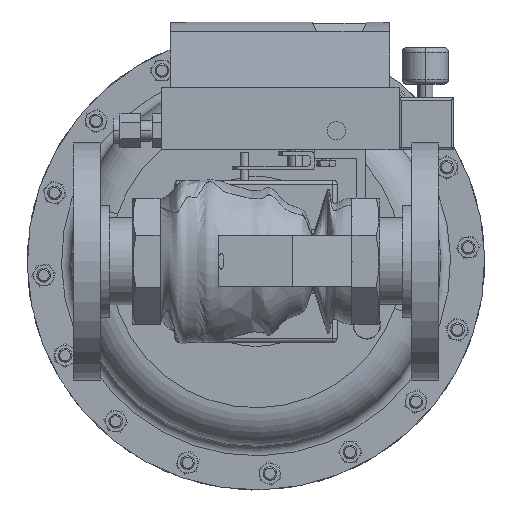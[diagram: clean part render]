
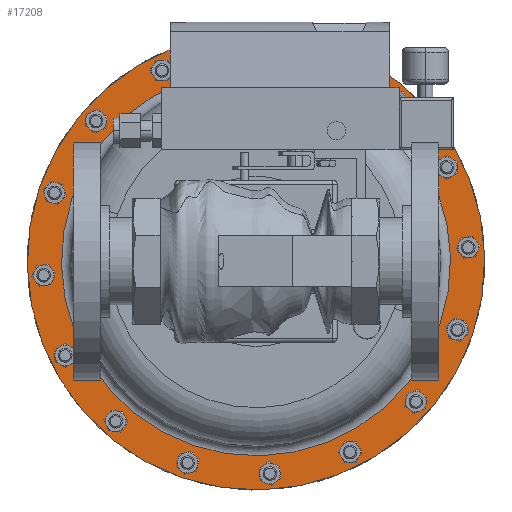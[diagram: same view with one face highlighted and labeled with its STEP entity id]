
A CAD part, front view. The second image highlights one B-rep face of the part: STEP entity #17208.
In plain terms, the highlighted planar face has unit normal (0, -1, 0).
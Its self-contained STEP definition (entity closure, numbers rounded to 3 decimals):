
#13 = AXIS2_PLACEMENT_3D ( 'NONE', #50966, #26038, #1288 ) ;
#1288 = DIRECTION ( 'NONE',  ( 0.947, 0., -0.321 ) ) ;
#8121 = VERTEX_POINT ( 'NONE', #40328 ) ;
#9101 = DIRECTION ( 'NONE',  ( 0., 1., 0. ) ) ;
#10447 = CARTESIAN_POINT ( 'NONE',  ( 5.918, 10.485, -2.009 ) ) ;
#15449 = CARTESIAN_POINT ( 'NONE',  ( 0., 10.485, 0. ) ) ;
#15862 = CIRCLE ( 'NONE', #31461, 6.25 ) ;
#16217 = EDGE_CURVE ( 'NONE', #28039, #8121, #28567, .T. ) ;
#17208 = ADVANCED_FACE ( 'NONE', ( #34366, #44172 ), #43174, .T. ) ;
#17623 = CARTESIAN_POINT ( 'NONE',  ( 5.033, 10.485, -1.708 ) ) ;
#17705 = ORIENTED_EDGE ( 'NONE', *, *, #16217, .F. ) ;
#18496 = DIRECTION ( 'NONE',  ( 0., -1., 0. ) ) ;
#19640 = DIRECTION ( 'NONE',  ( 0.947, 0., -0.321 ) ) ;
#22040 = AXIS2_PLACEMENT_3D ( 'NONE', #33852, #9101, #38050 ) ;
#22696 = ORIENTED_EDGE ( 'NONE', *, *, #41190, .F. ) ;
#22851 = DIRECTION ( 'NONE',  ( 0., 1., 0. ) ) ;
#24267 = CIRCLE ( 'NONE', #22040, 5.315 ) ;
#25141 = AXIS2_PLACEMENT_3D ( 'NONE', #15449, #44519, #19640 ) ;
#26038 = DIRECTION ( 'NONE',  ( 0., 1., 0. ) ) ;
#26670 = EDGE_CURVE ( 'NONE', #40902, #37218, #37237, .T. ) ;
#27573 = ORIENTED_EDGE ( 'NONE', *, *, #26670, .T. ) ;
#28039 = VERTEX_POINT ( 'NONE', #10447 ) ;
#28567 = CIRCLE ( 'NONE', #13, 6.25 ) ;
#31193 = AXIS2_PLACEMENT_3D ( 'NONE', #34931, #18496, #47538 ) ;
#31461 = AXIS2_PLACEMENT_3D ( 'NONE', #47734, #22851, #51924 ) ;
#33704 = ORIENTED_EDGE ( 'NONE', *, *, #50908, .T. ) ;
#33852 = CARTESIAN_POINT ( 'NONE',  ( 0., 10.485, 0. ) ) ;
#34366 = FACE_BOUND ( 'NONE', #36340, .T. ) ;
#34931 = CARTESIAN_POINT ( 'NONE',  ( -2.009, 10.485, -5.918 ) ) ;
#35537 = CARTESIAN_POINT ( 'NONE',  ( -5.033, 10.485, 1.708 ) ) ;
#36340 = EDGE_LOOP ( 'NONE', ( #33704, #27573 ) ) ;
#37218 = VERTEX_POINT ( 'NONE', #17623 ) ;
#37237 = CIRCLE ( 'NONE', #25141, 5.315 ) ;
#38050 = DIRECTION ( 'NONE',  ( 0.947, 0., -0.321 ) ) ;
#40328 = CARTESIAN_POINT ( 'NONE',  ( -5.918, 10.485, 2.009 ) ) ;
#40902 = VERTEX_POINT ( 'NONE', #35537 ) ;
#41190 = EDGE_CURVE ( 'NONE', #8121, #28039, #15862, .T. ) ;
#43174 = PLANE ( 'NONE',  #31193 ) ;
#44172 = FACE_OUTER_BOUND ( 'NONE', #48472, .T. ) ;
#44519 = DIRECTION ( 'NONE',  ( 0., 1., 0. ) ) ;
#47538 = DIRECTION ( 'NONE',  ( -0.947, 0., 0.321 ) ) ;
#47734 = CARTESIAN_POINT ( 'NONE',  ( 0., 10.485, 0. ) ) ;
#48472 = EDGE_LOOP ( 'NONE', ( #17705, #22696 ) ) ;
#50908 = EDGE_CURVE ( 'NONE', #37218, #40902, #24267, .T. ) ;
#50966 = CARTESIAN_POINT ( 'NONE',  ( 0., 10.485, 0. ) ) ;
#51924 = DIRECTION ( 'NONE',  ( 0.947, 0., -0.321 ) ) ;
